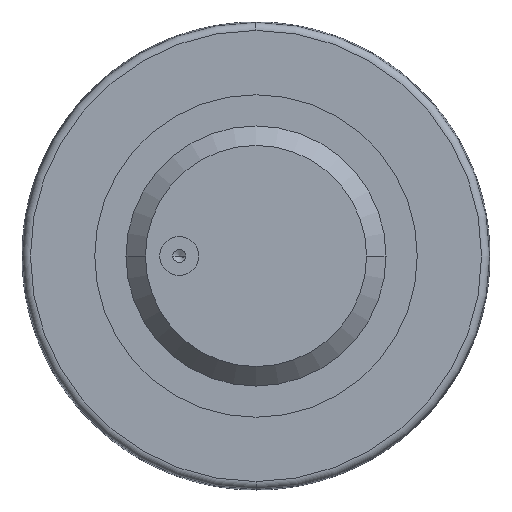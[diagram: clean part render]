
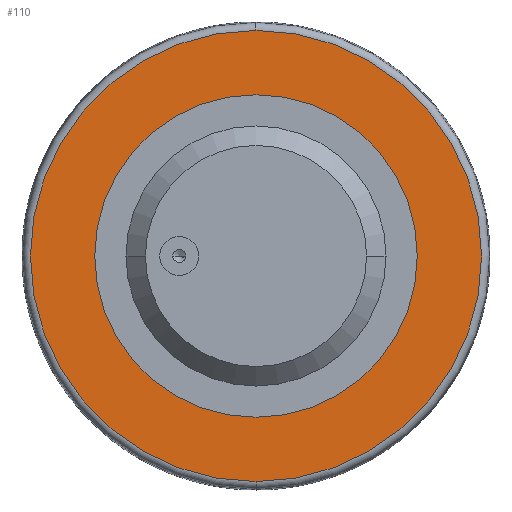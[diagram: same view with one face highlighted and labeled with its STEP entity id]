
A CAD part, left-side view. The second image highlights one B-rep face of the part: STEP entity #110.
In plain terms, the highlighted planar face has unit normal (-1, 0, 0).
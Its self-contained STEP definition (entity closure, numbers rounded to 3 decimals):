
#110=ADVANCED_FACE('',(#194,#195),#196,.T.);
#194=FACE_OUTER_BOUND('',#292,.T.);
#195=FACE_BOUND('',#293,.T.);
#196=PLANE('',#294);
#292=EDGE_LOOP('',(#578,#579,#580));
#293=EDGE_LOOP('',(#581,#582));
#294=AXIS2_PLACEMENT_3D('',#583,#584,#585);
#578=ORIENTED_EDGE('',*,*,#691,.F.);
#579=ORIENTED_EDGE('',*,*,#690,.F.);
#580=ORIENTED_EDGE('',*,*,#758,.F.);
#581=ORIENTED_EDGE('',*,*,#667,.T.);
#582=ORIENTED_EDGE('',*,*,#759,.T.);
#583=CARTESIAN_POINT('',(12.5,43.361,0.0));
#584=DIRECTION('',(-1.0,0.,0.0));
#585=DIRECTION('',(0.,-1.0,0.0));
#667=EDGE_CURVE('',#769,#773,#775,.T.);
#690=EDGE_CURVE('',#815,#817,#818,.T.);
#691=EDGE_CURVE('',#817,#819,#820,.T.);
#758=EDGE_CURVE('',#819,#815,#928,.T.);
#759=EDGE_CURVE('',#773,#769,#929,.T.);
#769=VERTEX_POINT('',#939);
#773=VERTEX_POINT('',#944);
#775=CIRCLE('',#947,62.0);
#815=VERTEX_POINT('',#993);
#817=VERTEX_POINT('',#995);
#818=CIRCLE('',#996,86.722);
#819=VERTEX_POINT('',#997);
#820=CIRCLE('',#998,86.722);
#928=CIRCLE('',#1395,86.722);
#929=CIRCLE('',#1396,62.0);
#939=CARTESIAN_POINT('',(12.5,0.0,-62.0));
#944=CARTESIAN_POINT('',(12.5,0.,62.0));
#947=AXIS2_PLACEMENT_3D('',#1410,#1411,#1412);
#993=CARTESIAN_POINT('',(12.5,0.,-86.722));
#995=CARTESIAN_POINT('',(12.5,86.722,0.0));
#996=AXIS2_PLACEMENT_3D('',#1467,#1468,#1469);
#997=CARTESIAN_POINT('',(12.5,0.,86.722));
#998=AXIS2_PLACEMENT_3D('',#1470,#1471,#1472);
#1395=AXIS2_PLACEMENT_3D('',#1581,#1582,#1583);
#1396=AXIS2_PLACEMENT_3D('',#1584,#1585,#1586);
#1410=CARTESIAN_POINT('',(12.5,0.0,0.0));
#1411=DIRECTION('',(1.0,0.0,0.0));
#1412=DIRECTION('',(0.0,0.0,-1.0));
#1467=CARTESIAN_POINT('',(12.5,0.0,0.0));
#1468=DIRECTION('',(1.0,0.0,0.0));
#1469=DIRECTION('',(0.0,1.0,0.0));
#1470=CARTESIAN_POINT('',(12.5,0.0,0.0));
#1471=DIRECTION('',(1.0,0.0,0.0));
#1472=DIRECTION('',(0.0,1.0,0.0));
#1581=CARTESIAN_POINT('',(12.5,0.0,0.0));
#1582=DIRECTION('',(1.0,0.0,0.0));
#1583=DIRECTION('',(0.0,1.0,0.0));
#1584=CARTESIAN_POINT('',(12.5,0.0,0.0));
#1585=DIRECTION('',(1.0,0.0,0.0));
#1586=DIRECTION('',(0.0,0.0,-1.0));
